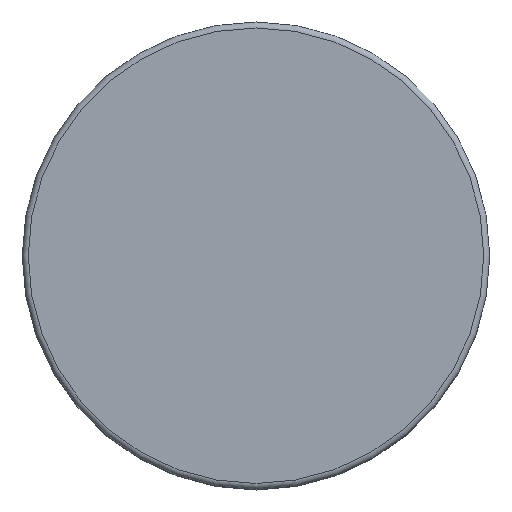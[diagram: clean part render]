
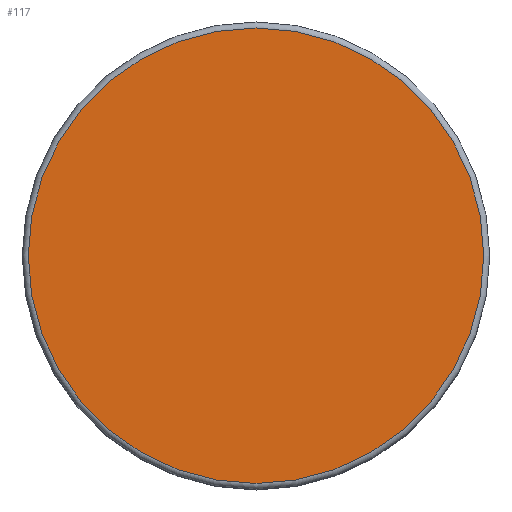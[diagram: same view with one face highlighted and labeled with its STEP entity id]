
A CAD part, top view. The second image highlights one B-rep face of the part: STEP entity #117.
In plain terms, the highlighted face is planar.
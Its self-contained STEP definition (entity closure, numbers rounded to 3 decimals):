
#117 = ADVANCED_FACE( '', ( #229 ), #230, .F. );
#229 = FACE_OUTER_BOUND( '', #344, .T. );
#230 = PLANE( '', #345 );
#344 = EDGE_LOOP( '', ( #481 ) );
#345 = AXIS2_PLACEMENT_3D( '', #482, #483, #484 );
#481 = ORIENTED_EDGE( '', *, *, #625, .T. );
#482 = CARTESIAN_POINT( '', ( 3.5, 19., 0. ) );
#483 = DIRECTION( '', ( -1., 0., 0. ) );
#484 = DIRECTION( '', ( 0., 0., 1. ) );
#625 = EDGE_CURVE( '', #706, #706, #707, .T. );
#706 = VERTEX_POINT( '', #818 );
#707 = CIRCLE( '', #819, 19. );
#818 = CARTESIAN_POINT( '', ( 3.5, 0., -19. ) );
#819 = AXIS2_PLACEMENT_3D( '', #993, #994, #995 );
#993 = CARTESIAN_POINT( '', ( 3.5, 0., 0. ) );
#994 = DIRECTION( '', ( 1., 0., 0. ) );
#995 = DIRECTION( '', ( 0., 0., -1. ) );
